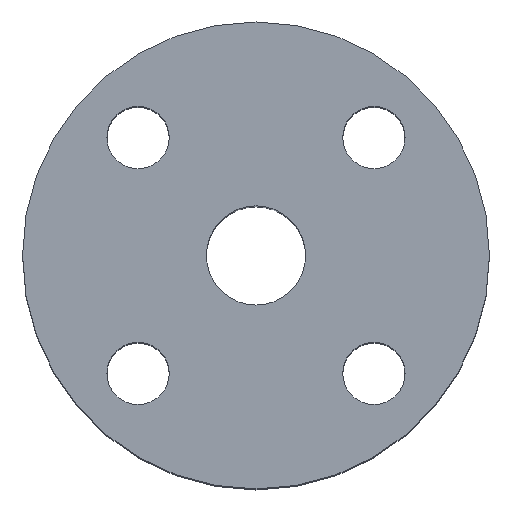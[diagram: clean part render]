
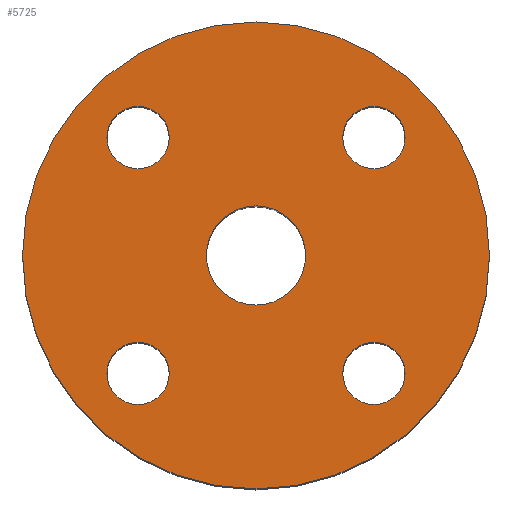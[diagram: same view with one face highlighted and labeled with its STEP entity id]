
A CAD part, top view. The second image highlights one B-rep face of the part: STEP entity #5725.
In plain terms, the highlighted planar face has unit normal (0, 0, 1).
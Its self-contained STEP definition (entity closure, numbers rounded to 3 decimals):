
#526 = EDGE_CURVE ( 'NONE', #4177, #18760, #15354, .T. ) ;
#630 = EDGE_LOOP ( 'NONE', ( #4451, #22621 ) ) ;
#1295 = EDGE_LOOP ( 'NONE', ( #16520, #26228 ) ) ;
#1440 = CIRCLE ( 'NONE', #18311, 7. ) ;
#2186 = AXIS2_PLACEMENT_3D ( 'NONE', #4922, #13637, #19531 ) ;
#2269 = VERTEX_POINT ( 'NONE', #26386 ) ;
#2571 = AXIS2_PLACEMENT_3D ( 'NONE', #5800, #2639, #17370 ) ;
#2639 = DIRECTION ( 'NONE',  ( 0., 0., 1. ) ) ;
#3097 = FACE_BOUND ( 'NONE', #1295, .T. ) ;
#3413 = CARTESIAN_POINT ( 'NONE',  ( 0., 0., 0. ) ) ;
#3448 = DIRECTION ( 'NONE',  ( 1., 0., 0. ) ) ;
#3743 = EDGE_LOOP ( 'NONE', ( #6312, #6979 ) ) ;
#3760 = CIRCLE ( 'NONE', #22463, 7. ) ;
#3769 = DIRECTION ( 'NONE',  ( 0., 0., 1. ) ) ;
#3887 = EDGE_LOOP ( 'NONE', ( #19942, #18400 ) ) ;
#4096 = VERTEX_POINT ( 'NONE', #10942 ) ;
#4177 = VERTEX_POINT ( 'NONE', #14066 ) ;
#4279 = DIRECTION ( 'NONE',  ( 0., 0., 1. ) ) ;
#4451 = ORIENTED_EDGE ( 'NONE', *, *, #526, .F. ) ;
#4551 = EDGE_CURVE ( 'NONE', #20591, #10887, #24282, .T. ) ;
#4669 = DIRECTION ( 'NONE',  ( 0., 0., 1. ) ) ;
#4694 = AXIS2_PLACEMENT_3D ( 'NONE', #21756, #9151, #11430 ) ;
#4922 = CARTESIAN_POINT ( 'NONE',  ( -26.517, -26.517, 0. ) ) ;
#5069 = CIRCLE ( 'NONE', #23360, 52.5 ) ;
#5099 = FACE_BOUND ( 'NONE', #20889, .T. ) ;
#5246 = DIRECTION ( 'NONE',  ( 0., 0., -1. ) ) ;
#5725 = ADVANCED_FACE ( 'NONE', ( #3097, #9671, #11954, #9531, #5099, #20546 ), #16386, .F. ) ;
#5800 = CARTESIAN_POINT ( 'NONE',  ( -26.517, 26.517, 0. ) ) ;
#6123 = AXIS2_PLACEMENT_3D ( 'NONE', #17290, #4279, #17581 ) ;
#6220 = DIRECTION ( 'NONE',  ( 0., -1., 0. ) ) ;
#6246 = CARTESIAN_POINT ( 'NONE',  ( 33.517, 26.517, 0. ) ) ;
#6312 = ORIENTED_EDGE ( 'NONE', *, *, #7829, .F. ) ;
#6817 = VERTEX_POINT ( 'NONE', #16511 ) ;
#6979 = ORIENTED_EDGE ( 'NONE', *, *, #7658, .F. ) ;
#7321 = EDGE_CURVE ( 'NONE', #6817, #26513, #14796, .T. ) ;
#7658 = EDGE_CURVE ( 'NONE', #27194, #2269, #17246, .T. ) ;
#7695 = DIRECTION ( 'NONE',  ( 0., 0., 1. ) ) ;
#7829 = EDGE_CURVE ( 'NONE', #2269, #27194, #21153, .T. ) ;
#8066 = DIRECTION ( 'NONE',  ( -1., 0., 0. ) ) ;
#8255 = VERTEX_POINT ( 'NONE', #18112 ) ;
#8411 = ORIENTED_EDGE ( 'NONE', *, *, #4551, .F. ) ;
#9151 = DIRECTION ( 'NONE',  ( 0., 0., 1. ) ) ;
#9531 = FACE_BOUND ( 'NONE', #10297, .T. ) ;
#9671 = FACE_BOUND ( 'NONE', #3743, .T. ) ;
#9777 = EDGE_CURVE ( 'NONE', #4096, #8255, #26608, .T. ) ;
#10297 = EDGE_LOOP ( 'NONE', ( #22553, #8411 ) ) ;
#10313 = DIRECTION ( 'NONE',  ( 0., 0., 1. ) ) ;
#10417 = CARTESIAN_POINT ( 'NONE',  ( -26.517, 26.517, 0. ) ) ;
#10887 = VERTEX_POINT ( 'NONE', #6246 ) ;
#10942 = CARTESIAN_POINT ( 'NONE',  ( 33.517, -26.517, 0. ) ) ;
#10946 = DIRECTION ( 'NONE',  ( 0., 0., 1. ) ) ;
#11356 = EDGE_CURVE ( 'NONE', #10887, #20591, #3760, .T. ) ;
#11397 = CARTESIAN_POINT ( 'NONE',  ( 0., 11.15, 0. ) ) ;
#11430 = DIRECTION ( 'NONE',  ( 0., -1., 0. ) ) ;
#11432 = CARTESIAN_POINT ( 'NONE',  ( 0., 0., 0. ) ) ;
#11608 = EDGE_CURVE ( 'NONE', #8255, #4096, #16095, .T. ) ;
#11954 = FACE_BOUND ( 'NONE', #630, .T. ) ;
#12936 = EDGE_CURVE ( 'NONE', #26513, #6817, #20679, .T. ) ;
#13024 = CARTESIAN_POINT ( 'NONE',  ( -33.517, -26.517, 0. ) ) ;
#13577 = DIRECTION ( 'NONE',  ( 0., 0., 1. ) ) ;
#13637 = DIRECTION ( 'NONE',  ( 0., 0., 1. ) ) ;
#13728 = ORIENTED_EDGE ( 'NONE', *, *, #12936, .F. ) ;
#14066 = CARTESIAN_POINT ( 'NONE',  ( -19.517, 26.517, 0. ) ) ;
#14640 = VERTEX_POINT ( 'NONE', #27761 ) ;
#14796 = CIRCLE ( 'NONE', #6123, 11.15 ) ;
#15069 = CARTESIAN_POINT ( 'NONE',  ( 26.517, -26.517, 0. ) ) ;
#15354 = CIRCLE ( 'NONE', #2571, 7. ) ;
#15710 = AXIS2_PLACEMENT_3D ( 'NONE', #11432, #13577, #22442 ) ;
#15755 = CARTESIAN_POINT ( 'NONE',  ( 19.517, 26.517, 0. ) ) ;
#15821 = DIRECTION ( 'NONE',  ( 0., 0., 1. ) ) ;
#15960 = DIRECTION ( 'NONE',  ( -1., 0., 0. ) ) ;
#16018 = AXIS2_PLACEMENT_3D ( 'NONE', #27460, #10313, #3448 ) ;
#16095 = CIRCLE ( 'NONE', #20664, 7. ) ;
#16118 = AXIS2_PLACEMENT_3D ( 'NONE', #26697, #15821, #25693 ) ;
#16386 = PLANE ( 'NONE',  #21362 ) ;
#16387 = CARTESIAN_POINT ( 'NONE',  ( 11.15, 0., 0. ) ) ;
#16460 = VERTEX_POINT ( 'NONE', #24758 ) ;
#16511 = CARTESIAN_POINT ( 'NONE',  ( -11.15, 0., 0. ) ) ;
#16520 = ORIENTED_EDGE ( 'NONE', *, *, #9777, .F. ) ;
#16765 = EDGE_CURVE ( 'NONE', #16460, #14640, #5069, .T. ) ;
#16847 = EDGE_CURVE ( 'NONE', #18760, #4177, #1440, .T. ) ;
#17181 = ORIENTED_EDGE ( 'NONE', *, *, #7321, .F. ) ;
#17246 = CIRCLE ( 'NONE', #2186, 7. ) ;
#17290 = CARTESIAN_POINT ( 'NONE',  ( 0., 0., 0. ) ) ;
#17370 = DIRECTION ( 'NONE',  ( 0., 1., 0. ) ) ;
#17581 = DIRECTION ( 'NONE',  ( 1., 0., 0. ) ) ;
#18112 = CARTESIAN_POINT ( 'NONE',  ( 19.517, -26.517, 0. ) ) ;
#18311 = AXIS2_PLACEMENT_3D ( 'NONE', #10417, #10946, #24120 ) ;
#18400 = ORIENTED_EDGE ( 'NONE', *, *, #21763, .T. ) ;
#18760 = VERTEX_POINT ( 'NONE', #25179 ) ;
#19531 = DIRECTION ( 'NONE',  ( -1., 0., 0. ) ) ;
#19942 = ORIENTED_EDGE ( 'NONE', *, *, #16765, .T. ) ;
#20546 = FACE_OUTER_BOUND ( 'NONE', #3887, .T. ) ;
#20591 = VERTEX_POINT ( 'NONE', #15755 ) ;
#20664 = AXIS2_PLACEMENT_3D ( 'NONE', #15069, #27942, #6220 ) ;
#20679 = CIRCLE ( 'NONE', #16118, 11.15 ) ;
#20889 = EDGE_LOOP ( 'NONE', ( #13728, #17181 ) ) ;
#21153 = CIRCLE ( 'NONE', #22505, 7. ) ;
#21362 = AXIS2_PLACEMENT_3D ( 'NONE', #11397, #5246, #15960 ) ;
#21756 = CARTESIAN_POINT ( 'NONE',  ( 26.517, -26.517, 0. ) ) ;
#21763 = EDGE_CURVE ( 'NONE', #14640, #16460, #28045, .T. ) ;
#22442 = DIRECTION ( 'NONE',  ( 1., 0., 0. ) ) ;
#22463 = AXIS2_PLACEMENT_3D ( 'NONE', #24269, #4669, #28259 ) ;
#22505 = AXIS2_PLACEMENT_3D ( 'NONE', #25929, #3769, #8066 ) ;
#22553 = ORIENTED_EDGE ( 'NONE', *, *, #11356, .F. ) ;
#22621 = ORIENTED_EDGE ( 'NONE', *, *, #16847, .F. ) ;
#22717 = DIRECTION ( 'NONE',  ( 1., 0., 0. ) ) ;
#23360 = AXIS2_PLACEMENT_3D ( 'NONE', #3413, #7695, #22717 ) ;
#24120 = DIRECTION ( 'NONE',  ( 0., 1., 0. ) ) ;
#24269 = CARTESIAN_POINT ( 'NONE',  ( 26.517, 26.517, 0. ) ) ;
#24282 = CIRCLE ( 'NONE', #16018, 7. ) ;
#24758 = CARTESIAN_POINT ( 'NONE',  ( 52.5, 0., 0. ) ) ;
#25179 = CARTESIAN_POINT ( 'NONE',  ( -33.517, 26.517, 0. ) ) ;
#25693 = DIRECTION ( 'NONE',  ( 1., 0., 0. ) ) ;
#25929 = CARTESIAN_POINT ( 'NONE',  ( -26.517, -26.517, 0. ) ) ;
#26228 = ORIENTED_EDGE ( 'NONE', *, *, #11608, .F. ) ;
#26386 = CARTESIAN_POINT ( 'NONE',  ( -19.517, -26.517, 0. ) ) ;
#26513 = VERTEX_POINT ( 'NONE', #16387 ) ;
#26608 = CIRCLE ( 'NONE', #4694, 7. ) ;
#26697 = CARTESIAN_POINT ( 'NONE',  ( 0., 0., 0. ) ) ;
#27194 = VERTEX_POINT ( 'NONE', #13024 ) ;
#27460 = CARTESIAN_POINT ( 'NONE',  ( 26.517, 26.517, 0. ) ) ;
#27761 = CARTESIAN_POINT ( 'NONE',  ( -52.5, 0., 0. ) ) ;
#27942 = DIRECTION ( 'NONE',  ( 0., 0., 1. ) ) ;
#28045 = CIRCLE ( 'NONE', #15710, 52.5 ) ;
#28259 = DIRECTION ( 'NONE',  ( 1., 0., 0. ) ) ;
